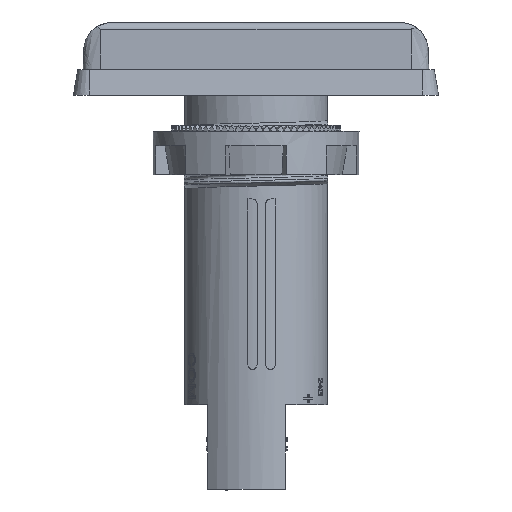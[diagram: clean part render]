
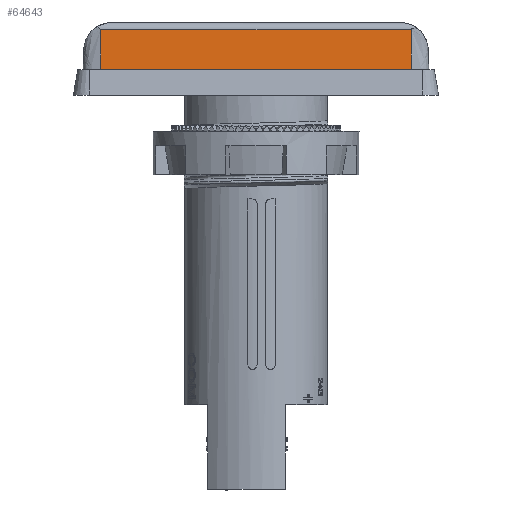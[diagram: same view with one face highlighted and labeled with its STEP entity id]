
A CAD part, front view. The second image highlights one B-rep face of the part: STEP entity #64643.
In plain terms, the highlighted planar face has unit normal (0, -0.999, 0.035).
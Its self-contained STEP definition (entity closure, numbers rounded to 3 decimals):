
#1333 = EDGE_CURVE ( 'NONE', #39675, #64889, #39651, .T. ) ;
#1987 = CARTESIAN_POINT ( 'NONE',  ( 21.497, 0.082, 2.34 ) ) ;
#2761 = DIRECTION ( 'NONE',  ( 0., -0.999, 0.035 ) ) ;
#6296 = CARTESIAN_POINT ( 'NONE',  ( -21.5, 0., 0. ) ) ;
#7071 = CARTESIAN_POINT ( 'NONE',  ( -21.492, 0.204, 5.85 ) ) ;
#7495 = CARTESIAN_POINT ( 'NONE',  ( 21.49, 0.263, 7.526 ) ) ;
#7720 = ORIENTED_EDGE ( 'NONE', *, *, #65642, .T. ) ;
#7737 = CARTESIAN_POINT ( 'NONE',  ( 21.495, 0.123, 3.511 ) ) ;
#8834 = CARTESIAN_POINT ( 'NONE',  ( -21.5, 0.298, 8.535 ) ) ;
#11782 = CARTESIAN_POINT ( 'NONE',  ( -21.49, 0.28, 8.03 ) ) ;
#11828 = VECTOR ( 'NONE', #57516, 1000. ) ;
#13170 = VECTOR ( 'NONE', #67594, 1000. ) ;
#13496 = CARTESIAN_POINT ( 'NONE',  ( 21.492, 0.204, 5.851 ) ) ;
#13997 = CARTESIAN_POINT ( 'NONE',  ( 21.498, 0.041, 1.17 ) ) ;
#17485 = CARTESIAN_POINT ( 'NONE',  ( 21.489, 0.298, 8.535 ) ) ;
#19263 = CARTESIAN_POINT ( 'NONE',  ( 21.5, 0., 0. ) ) ;
#19555 = PLANE ( 'NONE',  #61783 ) ;
#23528 = CARTESIAN_POINT ( 'NONE',  ( -21.5, 0., 0. ) ) ;
#23536 = CARTESIAN_POINT ( 'NONE',  ( 21.49, 0.28, 8.03 ) ) ;
#23852 = CARTESIAN_POINT ( 'NONE',  ( -21.494, 0.163, 4.68 ) ) ;
#27472 = LINE ( 'NONE', #8834, #13170 ) ;
#27618 = CARTESIAN_POINT ( 'NONE',  ( 21.489, 0.298, 8.535 ) ) ;
#30760 = EDGE_CURVE ( 'NONE', #64889, #67602, #33318, .T. ) ;
#31247 = CARTESIAN_POINT ( 'NONE',  ( -21.5, 0., 0. ) ) ;
#33318 = LINE ( 'NONE', #23528, #11828 ) ;
#35352 = CARTESIAN_POINT ( 'NONE',  ( -21.491, 0.245, 7.02 ) ) ;
#35453 = ORIENTED_EDGE ( 'NONE', *, *, #73668, .F. ) ;
#38160 = B_SPLINE_CURVE_WITH_KNOTS ( 'NONE', 3,
 ( #17485, #23536, #7495, #59509, #13496, #48002, #7737, #1987, #13997, #19263 ),
 .UNSPECIFIED., .F., .F.,
 ( 4, 3, 3, 4 ),
 ( 0.001, 0.002, 0.006, 0.01 ),
 .UNSPECIFIED. ) ;
#39651 = B_SPLINE_CURVE_WITH_KNOTS ( 'NONE', 3,
 ( #41360, #11782, #58092, #35352, #7071, #23852, #63578, #40371, #47071, #6296 ),
 .UNSPECIFIED., .F., .F.,
 ( 4, 3, 3, 4 ),
 ( 0.001, 0.002, 0.006, 0.01 ),
 .UNSPECIFIED. ) ;
#39675 = VERTEX_POINT ( 'NONE', #66237 ) ;
#40371 = CARTESIAN_POINT ( 'NONE',  ( -21.497, 0.082, 2.34 ) ) ;
#41360 = CARTESIAN_POINT ( 'NONE',  ( -21.489, 0.298, 8.535 ) ) ;
#42294 = VERTEX_POINT ( 'NONE', #27618 ) ;
#44966 = CARTESIAN_POINT ( 'NONE',  ( 21.5, 0., 0. ) ) ;
#47071 = CARTESIAN_POINT ( 'NONE',  ( -21.498, 0.041, 1.17 ) ) ;
#48002 = CARTESIAN_POINT ( 'NONE',  ( 21.494, 0.163, 4.681 ) ) ;
#48417 = ORIENTED_EDGE ( 'NONE', *, *, #30760, .T. ) ;
#48520 = DIRECTION ( 'NONE',  ( 0., -0.035, -0.999 ) ) ;
#54395 = EDGE_LOOP ( 'NONE', ( #35453, #7720, #63657, #48417 ) ) ;
#57516 = DIRECTION ( 'NONE',  ( 1., 0., 0. ) ) ;
#58092 = CARTESIAN_POINT ( 'NONE',  ( -21.49, 0.263, 7.525 ) ) ;
#59509 = CARTESIAN_POINT ( 'NONE',  ( 21.491, 0.245, 7.021 ) ) ;
#61783 = AXIS2_PLACEMENT_3D ( 'NONE', #31247, #2761, #48520 ) ;
#63386 = FACE_OUTER_BOUND ( 'NONE', #54395, .T. ) ;
#63578 = CARTESIAN_POINT ( 'NONE',  ( -21.495, 0.123, 3.51 ) ) ;
#63657 = ORIENTED_EDGE ( 'NONE', *, *, #1333, .T. ) ;
#64643 = ADVANCED_FACE ( 'NONE', ( #63386 ), #19555, .T. ) ;
#64889 = VERTEX_POINT ( 'NONE', #66323 ) ;
#65642 = EDGE_CURVE ( 'NONE', #42294, #39675, #27472, .T. ) ;
#66237 = CARTESIAN_POINT ( 'NONE',  ( -21.489, 0.298, 8.535 ) ) ;
#66323 = CARTESIAN_POINT ( 'NONE',  ( -21.5, 0., 0. ) ) ;
#67594 = DIRECTION ( 'NONE',  ( -1., 0., 0. ) ) ;
#67602 = VERTEX_POINT ( 'NONE', #44966 ) ;
#73668 = EDGE_CURVE ( 'NONE', #42294, #67602, #38160, .T. ) ;
